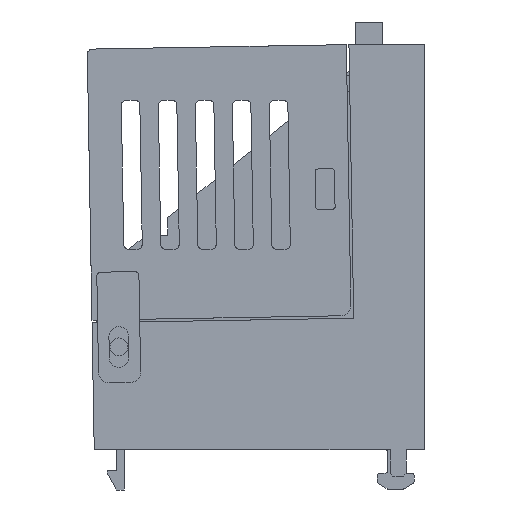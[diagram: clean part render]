
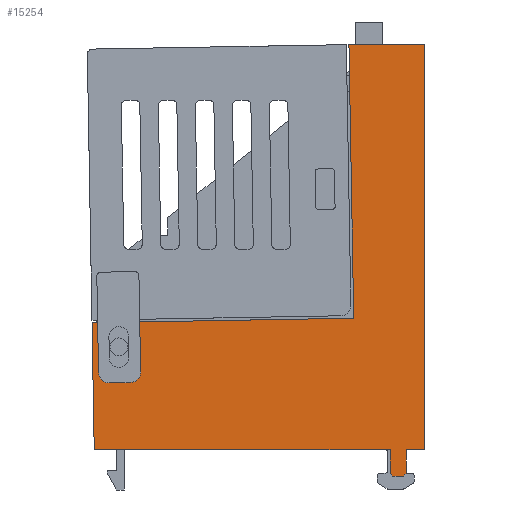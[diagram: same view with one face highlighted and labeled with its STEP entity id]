
A CAD part, left-side view. The second image highlights one B-rep face of the part: STEP entity #15254.
In plain terms, the highlighted planar face has unit normal (-1, 0, 0).
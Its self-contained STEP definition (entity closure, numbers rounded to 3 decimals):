
#467=CIRCLE('',#16075,2.);
#468=CIRCLE('',#16076,2.);
#1175=ORIENTED_EDGE('',*,*,#5620,.T.);
#1176=ORIENTED_EDGE('',*,*,#5760,.T.);
#1177=ORIENTED_EDGE('',*,*,#5761,.T.);
#1178=ORIENTED_EDGE('',*,*,#5762,.T.);
#1179=ORIENTED_EDGE('',*,*,#5763,.T.);
#1180=ORIENTED_EDGE('',*,*,#5764,.T.);
#1181=ORIENTED_EDGE('',*,*,#5765,.T.);
#1182=ORIENTED_EDGE('',*,*,#5766,.T.);
#1183=ORIENTED_EDGE('',*,*,#5585,.T.);
#1184=ORIENTED_EDGE('',*,*,#5767,.F.);
#1185=ORIENTED_EDGE('',*,*,#5768,.F.);
#1186=ORIENTED_EDGE('',*,*,#5769,.F.);
#1187=ORIENTED_EDGE('',*,*,#5770,.F.);
#1188=ORIENTED_EDGE('',*,*,#5771,.F.);
#1189=ORIENTED_EDGE('',*,*,#5593,.T.);
#1190=ORIENTED_EDGE('',*,*,#5772,.F.);
#1191=ORIENTED_EDGE('',*,*,#5578,.F.);
#1192=ORIENTED_EDGE('',*,*,#5550,.T.);
#5550=EDGE_CURVE('',#7868,#7867,#9403,.T.);
#5578=EDGE_CURVE('',#7868,#7891,#9431,.T.);
#5585=EDGE_CURVE('',#7898,#7897,#9438,.T.);
#5593=EDGE_CURVE('',#7903,#7905,#9446,.T.);
#5620=EDGE_CURVE('',#7867,#7929,#9473,.T.);
#5760=EDGE_CURVE('',#7929,#8038,#9597,.T.);
#5761=EDGE_CURVE('',#8038,#8039,#467,.T.);
#5762=EDGE_CURVE('',#8039,#8040,#9598,.T.);
#5763=EDGE_CURVE('',#8040,#8041,#468,.T.);
#5764=EDGE_CURVE('',#8041,#8042,#9599,.T.);
#5765=EDGE_CURVE('',#8042,#8043,#9600,.T.);
#5766=EDGE_CURVE('',#8043,#7898,#9601,.T.);
#5767=EDGE_CURVE('',#8044,#7897,#9602,.T.);
#5768=EDGE_CURVE('',#8045,#8044,#9603,.T.);
#5769=EDGE_CURVE('',#8046,#8045,#9604,.T.);
#5770=EDGE_CURVE('',#8047,#8046,#9605,.T.);
#5771=EDGE_CURVE('',#7903,#8047,#9606,.T.);
#5772=EDGE_CURVE('',#7891,#7905,#9607,.T.);
#7867=VERTEX_POINT('',#21915);
#7868=VERTEX_POINT('',#21917);
#7891=VERTEX_POINT('',#21972);
#7897=VERTEX_POINT('',#21985);
#7898=VERTEX_POINT('',#21987);
#7903=VERTEX_POINT('',#21998);
#7905=VERTEX_POINT('',#22002);
#7929=VERTEX_POINT('',#22056);
#8038=VERTEX_POINT('',#22332);
#8039=VERTEX_POINT('',#22334);
#8040=VERTEX_POINT('',#22336);
#8041=VERTEX_POINT('',#22338);
#8042=VERTEX_POINT('',#22340);
#8043=VERTEX_POINT('',#22342);
#8044=VERTEX_POINT('',#22345);
#8045=VERTEX_POINT('',#22347);
#8046=VERTEX_POINT('',#22349);
#8047=VERTEX_POINT('',#22351);
#9403=LINE('',#21916,#11212);
#9431=LINE('',#21971,#11240);
#9438=LINE('',#21986,#11247);
#9446=LINE('',#22003,#11255);
#9473=LINE('',#22057,#11282);
#9597=LINE('',#22331,#11406);
#9598=LINE('',#22335,#11407);
#9599=LINE('',#22339,#11408);
#9600=LINE('',#22341,#11409);
#9601=LINE('',#22343,#11410);
#9602=LINE('',#22344,#11411);
#9603=LINE('',#22346,#11412);
#9604=LINE('',#22348,#11413);
#9605=LINE('',#22350,#11414);
#9606=LINE('',#22352,#11415);
#9607=LINE('',#22353,#11416);
#11212=VECTOR('',#17444,1000.);
#11240=VECTOR('',#17480,1000.);
#11247=VECTOR('',#17489,1000.);
#11255=VECTOR('',#17499,1000.);
#11282=VECTOR('',#17532,1000.);
#11406=VECTOR('',#17740,1000.);
#11407=VECTOR('',#17743,1000.);
#11408=VECTOR('',#17746,1000.);
#11409=VECTOR('',#17747,1000.);
#11410=VECTOR('',#17748,1000.);
#11411=VECTOR('',#17749,1000.);
#11412=VECTOR('',#17750,1000.);
#11413=VECTOR('',#17751,1000.);
#11414=VECTOR('',#17752,1000.);
#11415=VECTOR('',#17753,1000.);
#11416=VECTOR('',#17754,1000.);
#12958=EDGE_LOOP('',(#1175,#1176,#1177,#1178,#1179,#1180,#1181,#1182,#1183,
#1184,#1185,#1186,#1187,#1188,#1189,#1190,#1191,#1192));
#13843=FACE_BOUND('',#12958,.T.);
#14728=PLANE('',#16074);
#15254=ADVANCED_FACE('',(#13843),#14728,.F.);
#16074=AXIS2_PLACEMENT_3D('',#22330,#17738,#17739);
#16075=AXIS2_PLACEMENT_3D('',#22333,#17741,#17742);
#16076=AXIS2_PLACEMENT_3D('',#22337,#17744,#17745);
#17444=DIRECTION('',(0.,-0.017,-1.));
#17480=DIRECTION('',(0.,-1.,0.));
#17489=DIRECTION('',(0.,-1.,0.));
#17499=DIRECTION('',(0.,-1.,0.));
#17532=DIRECTION('',(0.,1.,-0.017));
#17738=DIRECTION('',(1.,0.,0.));
#17739=DIRECTION('',(0.,0.,-1.));
#17740=DIRECTION('',(0.,-0.017,-1.));
#17741=DIRECTION('',(1.,0.,0.));
#17742=DIRECTION('',(0.,0.,-1.));
#17743=DIRECTION('',(0.,1.,-0.017));
#17744=DIRECTION('',(1.,0.,0.));
#17745=DIRECTION('',(0.,0.,-1.));
#17746=DIRECTION('',(0.,0.017,1.));
#17747=DIRECTION('',(0.,1.,-0.017));
#17748=DIRECTION('',(0.,-0.017,-1.));
#17749=DIRECTION('',(0.,0.,1.));
#17750=DIRECTION('',(0.,0.707,0.707));
#17751=DIRECTION('',(0.,1.,0.));
#17752=DIRECTION('',(0.,0.707,-0.707));
#17753=DIRECTION('',(0.,0.,-1.));
#17754=DIRECTION('',(0.,0.,-1.));
#21915=CARTESIAN_POINT('',(-100.25,13.42,24.86));
#21916=CARTESIAN_POINT('',(-100.25,14.38,79.852));
#21917=CARTESIAN_POINT('',(-100.25,14.323,76.6));
#21971=CARTESIAN_POINT('',(-100.25,63.8,76.6));
#21972=CARTESIAN_POINT('',(-100.25,0.,76.6));
#21985=CARTESIAN_POINT('',(-100.25,6.52,0.));
#21986=CARTESIAN_POINT('',(-100.25,63.8,0.));
#21987=CARTESIAN_POINT('',(-100.25,62.494,0.));
#21998=CARTESIAN_POINT('',(-100.25,3.52,0.));
#22002=CARTESIAN_POINT('',(-100.25,0.,0.));
#22003=CARTESIAN_POINT('',(-100.25,63.8,0.));
#22056=CARTESIAN_POINT('',(-100.25,53.887,24.154));
#22057=CARTESIAN_POINT('',(-100.25,13.42,24.86));
#22330=CARTESIAN_POINT('',(-100.25,63.8,76.6));
#22331=CARTESIAN_POINT('',(-100.25,54.04,32.938));
#22332=CARTESIAN_POINT('',(-100.25,53.722,14.711));
#22333=CARTESIAN_POINT('',(-100.25,55.722,14.676));
#22334=CARTESIAN_POINT('',(-100.25,55.687,12.676));
#22335=CARTESIAN_POINT('',(-100.25,55.687,12.676));
#22336=CARTESIAN_POINT('',(-100.25,59.646,12.607));
#22337=CARTESIAN_POINT('',(-100.25,59.681,14.607));
#22338=CARTESIAN_POINT('',(-100.25,61.681,14.572));
#22339=CARTESIAN_POINT('',(-100.25,61.681,14.572));
#22340=CARTESIAN_POINT('',(-100.25,61.846,24.015));
#22341=CARTESIAN_POINT('',(-100.25,58.913,24.066));
#22342=CARTESIAN_POINT('',(-100.25,62.912,23.996));
#22343=CARTESIAN_POINT('',(-100.25,62.912,23.996));
#22344=CARTESIAN_POINT('',(-100.25,6.52,-4.498));
#22345=CARTESIAN_POINT('',(-100.25,6.52,-4.498));
#22346=CARTESIAN_POINT('',(-100.25,6.018,-5.));
#22347=CARTESIAN_POINT('',(-100.25,6.018,-5.));
#22348=CARTESIAN_POINT('',(-100.25,4.022,-5.));
#22349=CARTESIAN_POINT('',(-100.25,4.022,-5.));
#22350=CARTESIAN_POINT('',(-100.25,3.52,-4.498));
#22351=CARTESIAN_POINT('',(-100.25,3.52,-4.498));
#22352=CARTESIAN_POINT('',(-100.25,3.52,0.));
#22353=CARTESIAN_POINT('',(-100.25,0.,76.6));
